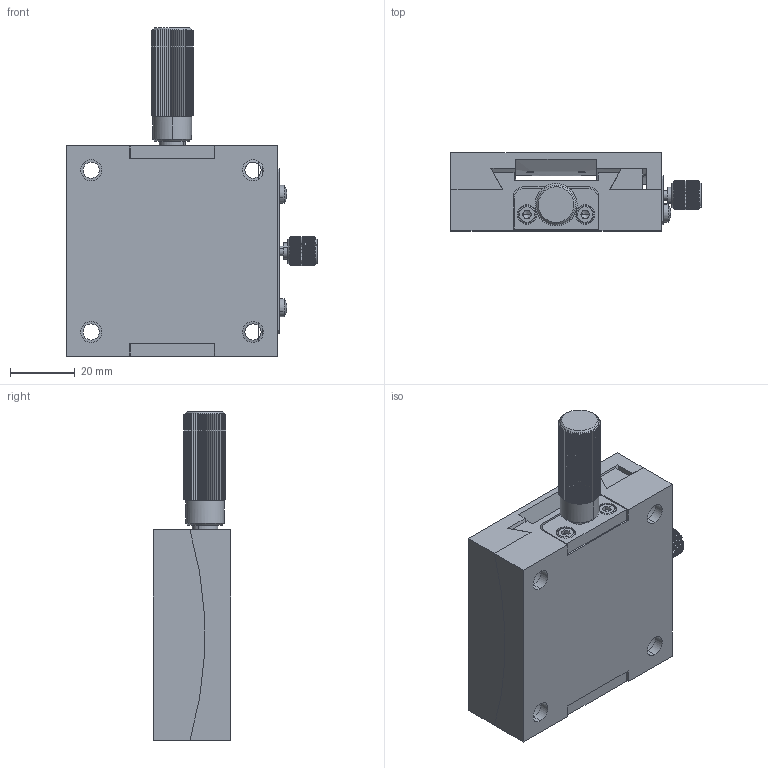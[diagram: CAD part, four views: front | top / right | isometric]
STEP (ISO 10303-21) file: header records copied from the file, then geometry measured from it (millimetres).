
FILE_DESCRIPTION (( 'STEP AP203' ), '1' );
FILE_NAME ('TSMG10-1W.step', '2019-05-08T07:49:15', ( '' ), ( '' ), 'SwSTEP 2.0', 'SolidWorks 2017', '' );
FILE_SCHEMA (( 'CONFIG_CONTROL_DESIGN' ));
Length unit declared in the file: millimetre
Products named in the file (1): TSMG10-1W
Bounding box: 77.3 x 24 x 101.5 mm (x, y, z)
Surface area: 33110.8 mm2 (no closed solid volume)
Topology: 0 solids, 30 shells, 788 faces, 2480 edges, 1665 vertices
Faces by surface type: plane 463, cylinder 245, cone 68, torus 8, sphere 4
Entity records: 28675 total; most frequent: CARTESIAN_POINT 7424, ORIENTED_EDGE 4346, DIRECTION 4171, EDGE_CURVE 2472, VERTEX_POINT 1665, AXIS2_PLACEMENT_3D 1460, LINE 1251, VECTOR 1251
